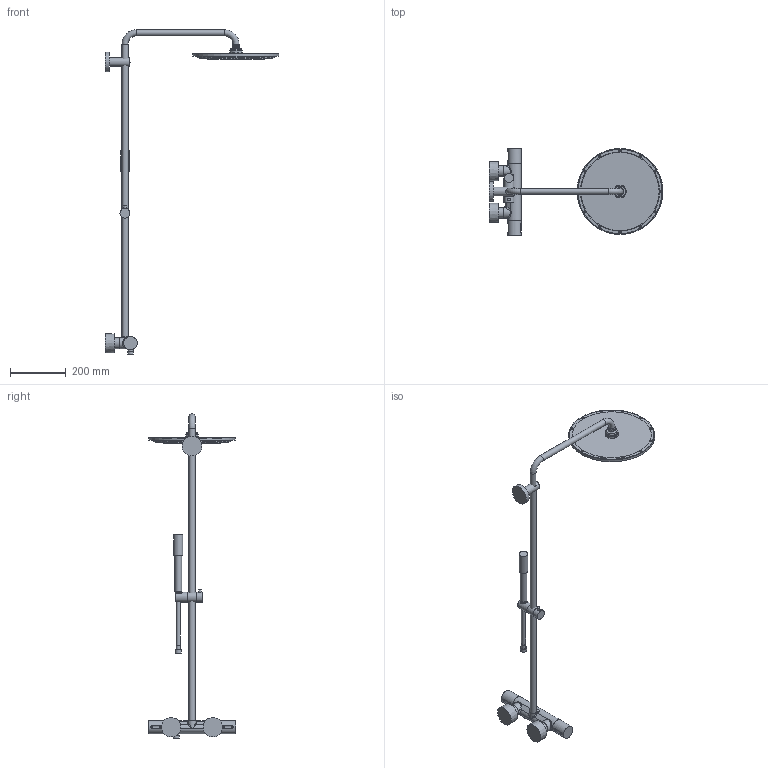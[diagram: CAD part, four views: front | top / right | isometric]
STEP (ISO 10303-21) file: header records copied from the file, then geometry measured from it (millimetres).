
FILE_DESCRIPTION(/* description */ ('Unknown'),/* implementation_level */ '2;1');
FILE_NAME(/* name */ '27966000',/* time_stamp */ '2022-09-07T17:43:35+02:00',/* author */ ('Unknown'),/* organization */ ('GROHE AG'),/* preprocessor_version */ 'ST-DEVELOPER v16.7',/* originating_system */ 'DEX',/* authorisation */ $);
FILE_SCHEMA (('AUTOMOTIVE_DESIGN {1 0 10303 214 3 1 1}'));
Length unit declared in the file: millimetre
Products named in the file (11): 27966000; 27966000_0; cnet_srf; 27966000_1; 27966000_2; 27966000_3; id231; 100209 Headshower 310mm Bottom; cnet_srf_0; extrude#
Assembly tree (10 placements, depth 2):
  27966000
    27966000
    27966000_0
    cnet_srf
    27966000_1
    27966000_2
    27966000_3
    id231
    100209 Headshower 310mm Bottom
    cnet_srf_0
    extrude#
Bounding box: 627 x 317 x 1168.7 mm (x, y, z)
Volume: 618189.7 mm3; surface area: 487744 mm2
Topology: 7 solids, 291 shells, 829 faces, 1837 edges, 1296 vertices
Faces by surface type: plane 403, cylinder 356, bspline 52, cone 8, sphere 7, torus 3
Full cylindrical faces by diameter (mm): 2.5 x45, 4 x207, 8.2 x12, 9 x1, 15 x1, 16 x1, 18 x1, 19.9 x1, 20.96 x1, 21.8 x1, 22 x3, 23 x3, 24 x1, 26.6 x1, 31.3 x1, 32 x1, 36 x3, 39 x2, 40 x2, 43 x1, 46 x1, 48 x3, 71 x1, 282.4 x1, 305.8 x1, 310 x1
Entity records: 26145 total; most frequent: CARTESIAN_POINT 8970, DIRECTION 2758, ORIENTED_EDGE 2075, EDGE_CURVE 1257, FACE_BOUND 1164, EDGE_LOOP 1162, AXIS2_PLACEMENT_3D 1144, VERTEX_POINT 1041
